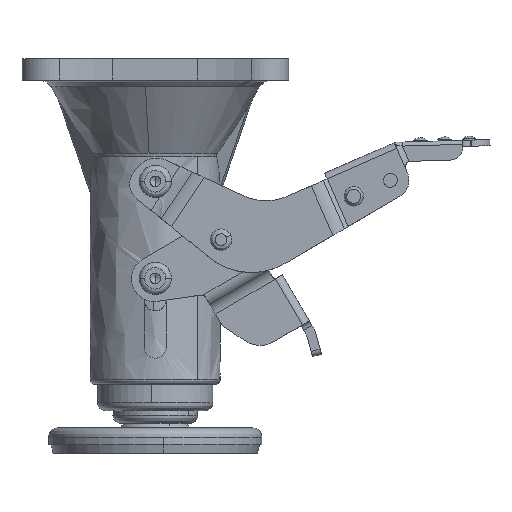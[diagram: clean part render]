
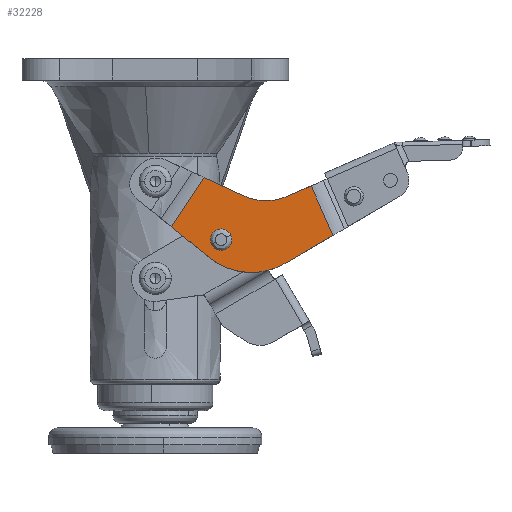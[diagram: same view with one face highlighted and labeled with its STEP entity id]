
A CAD part, front view. The second image highlights one B-rep face of the part: STEP entity #32228.
In plain terms, the highlighted free-form (B-spline) face has degree [1, 1] with [2, 2] control points.
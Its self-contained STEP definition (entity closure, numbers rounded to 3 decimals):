
#28642=CARTESIAN_POINT('',(27.328,-30.8,-69.342));
#28643=VERTEX_POINT('',#28642);
#28649=CARTESIAN_POINT('',(24.717,-30.8,-64.864));
#28650=VERTEX_POINT('',#28649);
#28651=CARTESIAN_POINT('',(27.328,-30.8,-69.342));
#28652=CARTESIAN_POINT('',(27.717,-30.8,-68.654));
#28653=CARTESIAN_POINT('',(27.717,-30.8,-67.864));
#28654=CARTESIAN_POINT('',(27.717,-30.8,-64.864));
#28655=CARTESIAN_POINT('',(24.717,-30.8,-64.864));
#28663=(BOUNDED_CURVE()B_SPLINE_CURVE(2,(#28651,#28652,#28653,#28654,#28655),.UNSPECIFIED.,.F.,.U.)B_SPLINE_CURVE_WITH_KNOTS((3,2,3),(0.166,0.25,0.5),.UNSPECIFIED.)CURVE()GEOMETRIC_REPRESENTATION_ITEM()RATIONAL_B_SPLINE_CURVE((0.869,0.902,1.0,0.707,1.0))REPRESENTATION_ITEM(''));
#28664=EDGE_CURVE('',#28643,#28650,#28663,.T.);
#28666=CARTESIAN_POINT('',(22.106,-30.8,-66.387));
#28667=VERTEX_POINT('',#28666);
#28668=CARTESIAN_POINT('',(24.717,-30.8,-64.864));
#28669=CARTESIAN_POINT('',(22.968,-30.8,-64.864));
#28670=CARTESIAN_POINT('',(22.106,-30.8,-66.387));
#28678=(BOUNDED_CURVE()B_SPLINE_CURVE(2,(#28668,#28669,#28670),.UNSPECIFIED.,.F.,.U.)B_SPLINE_CURVE_WITH_KNOTS((3,3),(0.5,0.666),.UNSPECIFIED.)CURVE()GEOMETRIC_REPRESENTATION_ITEM()RATIONAL_B_SPLINE_CURVE((1.0,0.805,0.869))REPRESENTATION_ITEM(''));
#28679=EDGE_CURVE('',#28650,#28667,#28678,.T.);
#28713=CARTESIAN_POINT('',(24.717,-30.8,-70.864));
#28714=VERTEX_POINT('',#28713);
#28715=CARTESIAN_POINT('',(22.106,-30.8,-66.387));
#28716=CARTESIAN_POINT('',(21.717,-30.8,-67.075));
#28717=CARTESIAN_POINT('',(21.717,-30.8,-67.864));
#28718=CARTESIAN_POINT('',(21.717,-30.8,-70.864));
#28719=CARTESIAN_POINT('',(24.717,-30.8,-70.864));
#28727=(BOUNDED_CURVE()B_SPLINE_CURVE(2,(#28715,#28716,#28717,#28718,#28719),.UNSPECIFIED.,.F.,.U.)B_SPLINE_CURVE_WITH_KNOTS((3,2,3),(0.666,0.75,1.0),.UNSPECIFIED.)CURVE()GEOMETRIC_REPRESENTATION_ITEM()RATIONAL_B_SPLINE_CURVE((0.869,0.902,1.0,0.707,1.0))REPRESENTATION_ITEM(''));
#28728=EDGE_CURVE('',#28667,#28714,#28727,.T.);
#28730=CARTESIAN_POINT('',(24.717,-30.8,-70.864));
#28731=CARTESIAN_POINT('',(26.467,-30.8,-70.864));
#28732=CARTESIAN_POINT('',(27.328,-30.8,-69.342));
#28740=(BOUNDED_CURVE()B_SPLINE_CURVE(2,(#28730,#28731,#28732),.UNSPECIFIED.,.F.,.U.)B_SPLINE_CURVE_WITH_KNOTS((3,3),(0.0,0.166),.UNSPECIFIED.)CURVE()GEOMETRIC_REPRESENTATION_ITEM()RATIONAL_B_SPLINE_CURVE((1.0,0.805,0.869))REPRESENTATION_ITEM(''));
#28741=EDGE_CURVE('',#28714,#28643,#28740,.T.);
#29565=CARTESIAN_POINT('',(18.326,-30.8,-44.592));
#29566=VERTEX_POINT('',#29565);
#29587=CARTESIAN_POINT('',(6.107,-30.8,-63.102));
#29588=VERTEX_POINT('',#29587);
#29602=CARTESIAN_POINT('',(18.326,-30.8,-44.592));
#29603=CARTESIAN_POINT('',(6.107,-30.8,-63.102));
#29604=QUASI_UNIFORM_CURVE('',1,(#29602,#29603),.UNSPECIFIED.,.F.,.U.);
#29605=EDGE_CURVE('',#29566,#29588,#29604,.T.);
#31755=CARTESIAN_POINT('',(49.575,-30.8,-51.585));
#31756=VERTEX_POINT('',#31755);
#31762=CARTESIAN_POINT('',(58.472,-30.8,-47.688));
#31763=VERTEX_POINT('',#31762);
#31764=CARTESIAN_POINT('',(49.575,-30.8,-51.585));
#31765=CARTESIAN_POINT('',(58.472,-30.8,-47.688));
#31766=QUASI_UNIFORM_CURVE('',1,(#31764,#31765),.UNSPECIFIED.,.F.,.U.);
#31767=EDGE_CURVE('',#31756,#31763,#31766,.T.);
#31800=CARTESIAN_POINT('',(48.673,-30.8,-76.783));
#31801=VERTEX_POINT('',#31800);
#31807=CARTESIAN_POINT('',(20.322,-30.8,-74.621));
#31808=VERTEX_POINT('',#31807);
#31809=CARTESIAN_POINT('',(20.322,-30.8,-74.621));
#31810=CARTESIAN_POINT('',(33.75,-30.8,-85.503));
#31811=CARTESIAN_POINT('',(48.673,-30.8,-76.783));
#31819=(BOUNDED_CURVE()B_SPLINE_CURVE(2,(#31809,#31810,#31811),.UNSPECIFIED.,.F.,.U.)CURVE()GEOMETRIC_REPRESENTATION_ITEM()QUASI_UNIFORM_CURVE()RATIONAL_B_SPLINE_CURVE((1.0,0.823,1.0))REPRESENTATION_ITEM(''));
#31820=EDGE_CURVE('',#31808,#31801,#31819,.T.);
#31846=CARTESIAN_POINT('',(33.189,-30.8,-51.433));
#31847=VERTEX_POINT('',#31846);
#31853=CARTESIAN_POINT('',(33.189,-30.8,-51.433));
#31854=CARTESIAN_POINT('',(41.348,-30.8,-55.188));
#31855=CARTESIAN_POINT('',(49.575,-30.8,-51.585));
#31863=(BOUNDED_CURVE()B_SPLINE_CURVE(2,(#31853,#31854,#31855),.UNSPECIFIED.,.F.,.U.)CURVE()GEOMETRIC_REPRESENTATION_ITEM()QUASI_UNIFORM_CURVE()RATIONAL_B_SPLINE_CURVE((1.0,0.912,1.0))REPRESENTATION_ITEM(''));
#31864=EDGE_CURVE('',#31847,#31756,#31863,.T.);
#32006=CARTESIAN_POINT('',(20.322,-30.8,-74.621));
#32007=CARTESIAN_POINT('',(6.107,-30.8,-63.102));
#32008=QUASI_UNIFORM_CURVE('',1,(#32006,#32007),.UNSPECIFIED.,.F.,.U.);
#32009=EDGE_CURVE('',#31808,#29588,#32008,.T.);
#32054=CARTESIAN_POINT('',(66.622,-30.8,-66.296));
#32055=VERTEX_POINT('',#32054);
#32069=CARTESIAN_POINT('',(66.622,-30.8,-66.296));
#32070=CARTESIAN_POINT('',(48.673,-30.8,-76.783));
#32071=QUASI_UNIFORM_CURVE('',1,(#32069,#32070),.UNSPECIFIED.,.F.,.U.);
#32072=EDGE_CURVE('',#32055,#31801,#32071,.T.);
#32192=CARTESIAN_POINT('',(18.326,-30.8,-44.592));
#32193=CARTESIAN_POINT('',(33.189,-30.8,-51.433));
#32194=QUASI_UNIFORM_CURVE('',1,(#32192,#32193),.UNSPECIFIED.,.F.,.U.);
#32195=EDGE_CURVE('',#29566,#31847,#32194,.T.);
#32203=CARTESIAN_POINT('',(3.084,-30.8,-81.976));
#32204=CARTESIAN_POINT('',(69.644,-30.8,-81.976));
#32205=CARTESIAN_POINT('',(3.084,-30.8,-42.813));
#32206=CARTESIAN_POINT('',(69.644,-30.8,-42.813));
#32207=B_SPLINE_SURFACE_WITH_KNOTS('',1,1,((#32203,#32205),(#32204,#32206)),.UNSPECIFIED.,.F.,.F.,.U.,(2,2),(2,2),(0.0,66.56),(0.0,39.163),.UNSPECIFIED.);
#32208=ORIENTED_EDGE('',*,*,#32195,.F.);
#32209=ORIENTED_EDGE('',*,*,#29605,.T.);
#32210=ORIENTED_EDGE('',*,*,#32009,.F.);
#32211=ORIENTED_EDGE('',*,*,#31820,.T.);
#32212=ORIENTED_EDGE('',*,*,#32072,.F.);
#32213=CARTESIAN_POINT('',(66.622,-30.8,-66.296));
#32214=CARTESIAN_POINT('',(58.472,-30.8,-47.688));
#32215=QUASI_UNIFORM_CURVE('',1,(#32213,#32214),.UNSPECIFIED.,.F.,.U.);
#32216=EDGE_CURVE('',#32055,#31763,#32215,.T.);
#32217=ORIENTED_EDGE('',*,*,#32216,.T.);
#32218=ORIENTED_EDGE('',*,*,#31767,.F.);
#32219=ORIENTED_EDGE('',*,*,#31864,.F.);
#32220=EDGE_LOOP('',(#32208,#32209,#32210,#32211,#32212,#32217,#32218,#32219));
#32221=FACE_OUTER_BOUND('',#32220,.T.);
#32222=ORIENTED_EDGE('',*,*,#28679,.F.);
#32223=ORIENTED_EDGE('',*,*,#28664,.F.);
#32224=ORIENTED_EDGE('',*,*,#28741,.F.);
#32225=ORIENTED_EDGE('',*,*,#28728,.F.);
#32226=EDGE_LOOP('',(#32222,#32223,#32224,#32225));
#32227=FACE_BOUND('',#32226,.T.);
#32228=ADVANCED_FACE('',(#32221,#32227),#32207,.T.);
